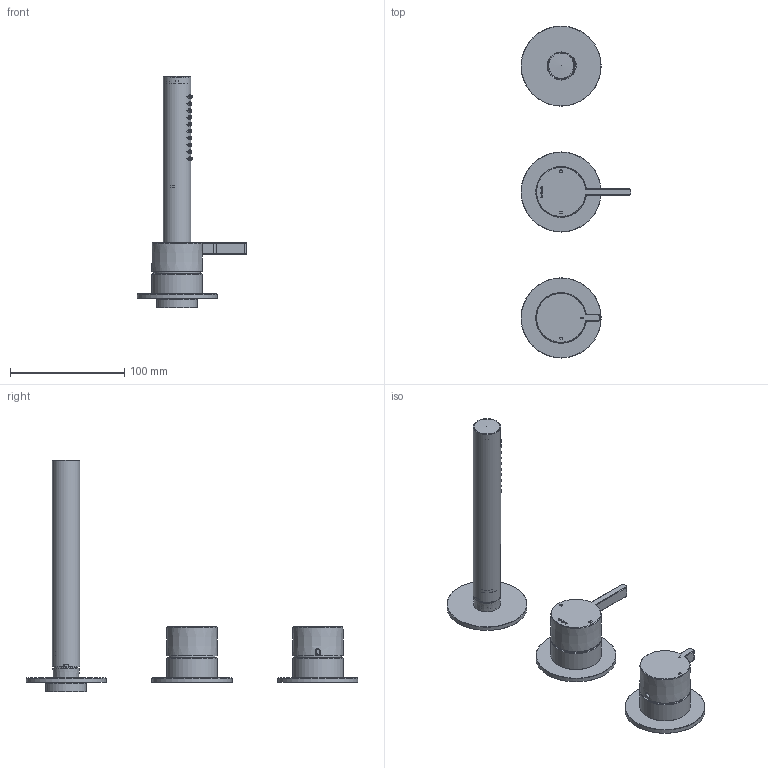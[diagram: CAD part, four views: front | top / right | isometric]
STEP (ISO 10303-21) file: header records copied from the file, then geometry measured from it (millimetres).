
FILE_DESCRIPTION(/* description */ ('Unknown'),/* implementation_level */ '2;1');
FILE_NAME(/* name */ 'AC075-00',/* time_stamp */ '2023-10-10T17:57:03+02:00',/* author */ ('Unknown'),/* organization */ ('Unknown'),/* preprocessor_version */ 'ST-DEVELOPER v18.102',/* originating_system */ 'Solid Edge',/* authorisation */ 'Unknown');
FILE_SCHEMA (('AUTOMOTIVE_DESIGN {1 0 10303 214 3 1 1}'));
Products named in the file (18): AC075-00; CW023-03_oa_0; AC023-03; AC023-01; AC131-001_oa_1; AC131-01; CW023-03; AC111-02; AC111-001_oa_2; AC111-01; CW072-02; CW072-002 (ace)_oa_3; grp doccia_oa_4; M354-00_oa_5; C101014_02100ZZ; A133037_13400ZZ; A089014_00101ZZ; A064038_12900ZZ
Assembly tree (18 placements, depth 3):
  AC075-00
    CW023-03_oa_0
    AC023-03  x2
    AC023-01
    AC131-001_oa_1
      AC131-01
    CW023-03
    AC111-02
    AC111-001_oa_2
      AC111-01
    CW072-02
    CW072-002 (ace)_oa_3
      grp doccia_oa_4
    M354-00_oa_5
      C101014_02100ZZ
      A133037_13400ZZ
      A089014_00101ZZ
      A064038_12900ZZ
Bounding box: 96 x 290 x 202.05 mm (x, y, z)
Volume: 108545.6 mm3; surface area: 119198.6 mm2
Topology: 14 solids, 14 shells, 1316 faces, 3417 edges, 2202 vertices
Faces by surface type: plane 403, cylinder 335, bspline 306, torus 145, cone 124, sphere 3
Full cylindrical faces by diameter (mm): 3.2 x40, 3.242 x2, 8.5 x1, 10.8 x1, 18 x1, 18.8 x2, 19 x1, 20.8 x4, 21.166 x1, 21.6 x2, 21.8 x1, 22 x2, 23 x2, 24 x2, 28 x1, 30.291 x1, 30.376 x2, 33.5 x1, 34.5 x2, 35.7 x1, 36.2 x2, 38.6 x4, 39.2 x2, 39.917 x2, 41 x4, 42.3 x2, 43 x2, 44 x2, 57 x3, 67 x3
Entity records: 52983 total; most frequent: CARTESIAN_POINT 22204, ORIENTED_EDGE 5796, DIRECTION 4981, EDGE_CURVE 2898, VERTEX_POINT 1992, AXIS2_PLACEMENT_3D 1964, EDGE_LOOP 1844, FACE_BOUND 1844
